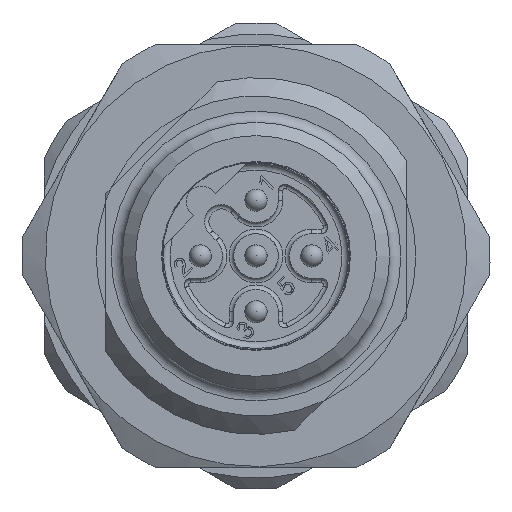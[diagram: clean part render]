
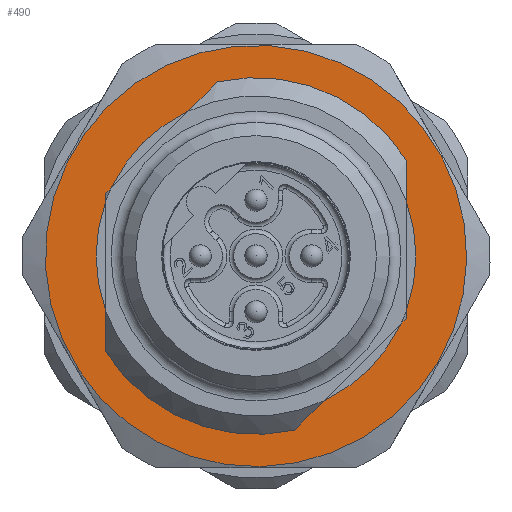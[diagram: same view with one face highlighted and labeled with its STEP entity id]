
A CAD part, front view. The second image highlights one B-rep face of the part: STEP entity #490.
In plain terms, the highlighted planar face has unit normal (0, -1, 0).
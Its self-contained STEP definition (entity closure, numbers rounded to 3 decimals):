
#113=FACE_BOUND('',#1018,.T.);
#114=FACE_BOUND('',#1019,.T.);
#379=PLANE('',#4480);
#490=ADVANCED_FACE('',(#113,#114),#379,.T.);
#1018=EDGE_LOOP('',(#2059));
#1019=EDGE_LOOP('',(#2060,#2061,#2062,#2063,#2064,#2065,#2066,#2067,#2068,
#2069,#2070,#2071,#2072,#2073));
#1310=LINE('',#6113,#1619);
#1312=LINE('',#6116,#1621);
#1318=LINE('',#6132,#1627);
#1319=LINE('',#6133,#1628);
#1325=LINE('',#6149,#1634);
#1327=LINE('',#6152,#1636);
#1332=LINE('',#6166,#1641);
#1333=LINE('',#6167,#1642);
#1619=VECTOR('',#4930,1.);
#1621=VECTOR('',#4932,1.);
#1627=VECTOR('',#4940,1.);
#1628=VECTOR('',#4941,1.);
#1634=VECTOR('',#4949,1.);
#1636=VECTOR('',#4951,1.);
#1641=VECTOR('',#4958,1.);
#1642=VECTOR('',#4959,1.);
#2059=ORIENTED_EDGE('',*,*,#3692,.F.);
#2060=ORIENTED_EDGE('',*,*,#3693,.F.);
#2061=ORIENTED_EDGE('',*,*,#3665,.T.);
#2062=ORIENTED_EDGE('',*,*,#3672,.T.);
#2063=ORIENTED_EDGE('',*,*,#3694,.F.);
#2064=ORIENTED_EDGE('',*,*,#3673,.T.);
#2065=ORIENTED_EDGE('',*,*,#3630,.F.);
#2066=ORIENTED_EDGE('',*,*,#3688,.F.);
#2067=ORIENTED_EDGE('',*,*,#3695,.F.);
#2068=ORIENTED_EDGE('',*,*,#3689,.F.);
#2069=ORIENTED_EDGE('',*,*,#3680,.F.);
#2070=ORIENTED_EDGE('',*,*,#3696,.F.);
#2071=ORIENTED_EDGE('',*,*,#3682,.F.);
#2072=ORIENTED_EDGE('',*,*,#3652,.F.);
#2073=ORIENTED_EDGE('',*,*,#3663,.T.);
#3206=VERTEX_POINT('',#6013);
#3208=VERTEX_POINT('',#6016);
#3223=VERTEX_POINT('',#6082);
#3224=VERTEX_POINT('',#6084);
#3232=VERTEX_POINT('',#6112);
#3233=VERTEX_POINT('',#6115);
#3234=VERTEX_POINT('',#6117);
#3238=VERTEX_POINT('',#6131);
#3239=VERTEX_POINT('',#6134);
#3243=VERTEX_POINT('',#6148);
#3244=VERTEX_POINT('',#6150);
#3245=VERTEX_POINT('',#6153);
#3248=VERTEX_POINT('',#6165);
#3249=VERTEX_POINT('',#6168);
#3251=VERTEX_POINT('',#6174);
#3630=EDGE_CURVE('',#3206,#3208,#4246,.T.);
#3652=EDGE_CURVE('',#3223,#3224,#4254,.T.);
#3663=EDGE_CURVE('',#3223,#3232,#1310,.T.);
#3665=EDGE_CURVE('',#3234,#3233,#1312,.T.);
#3672=EDGE_CURVE('',#3233,#3238,#1318,.T.);
#3673=EDGE_CURVE('',#3239,#3208,#1319,.T.);
#3680=EDGE_CURVE('',#3243,#3244,#1325,.T.);
#3682=EDGE_CURVE('',#3224,#3245,#1327,.T.);
#3688=EDGE_CURVE('',#3248,#3206,#1332,.T.);
#3689=EDGE_CURVE('',#3244,#3249,#1333,.T.);
#3692=EDGE_CURVE('',#3251,#3251,#4261,.T.);
#3693=EDGE_CURVE('',#3234,#3232,#4262,.T.);
#3694=EDGE_CURVE('',#3239,#3238,#4263,.T.);
#3695=EDGE_CURVE('',#3249,#3248,#4264,.T.);
#3696=EDGE_CURVE('',#3245,#3243,#4265,.T.);
#4246=CIRCLE('',#4443,8.);
#4254=CIRCLE('',#4457,8.);
#4261=CIRCLE('',#4475,9.45);
#4262=CIRCLE('',#4476,7.172);
#4263=CIRCLE('',#4477,7.172);
#4264=CIRCLE('',#4478,7.172);
#4265=CIRCLE('',#4479,7.172);
#4443=AXIS2_PLACEMENT_3D('',#6015,#4865,#4866);
#4457=AXIS2_PLACEMENT_3D('',#6083,#4899,#4900);
#4475=AXIS2_PLACEMENT_3D('',#6173,#4964,#4965);
#4476=AXIS2_PLACEMENT_3D('',#6175,#4966,#4967);
#4477=AXIS2_PLACEMENT_3D('',#6176,#4968,#4969);
#4478=AXIS2_PLACEMENT_3D('',#6177,#4970,#4971);
#4479=AXIS2_PLACEMENT_3D('',#6178,#4972,#4973);
#4480=AXIS2_PLACEMENT_3D('',#6179,#4974,#4975);
#4865=DIRECTION('',(0.,-1.,0.));
#4866=DIRECTION('',(0.,0.,1.));
#4899=DIRECTION('',(0.,-1.,0.));
#4900=DIRECTION('',(0.,0.,1.));
#4930=DIRECTION('',(0.,0.,-1.));
#4932=DIRECTION('',(0.,0.,-1.));
#4940=DIRECTION('',(-0.707,0.,-0.707));
#4941=DIRECTION('',(-0.707,0.,-0.707));
#4949=DIRECTION('',(-0.707,0.,-0.707));
#4951=DIRECTION('',(-0.707,0.,-0.707));
#4958=DIRECTION('',(0.,0.,-1.));
#4959=DIRECTION('',(0.,0.,-1.));
#4964=DIRECTION('',(0.,1.,0.));
#4965=DIRECTION('',(0.866,0.,-0.5));
#4966=DIRECTION('',(0.,-1.,0.));
#4967=DIRECTION('',(-0.866,0.,0.5));
#4968=DIRECTION('',(0.,-1.,0.));
#4969=DIRECTION('',(-0.866,0.,0.5));
#4970=DIRECTION('',(0.,-1.,0.));
#4971=DIRECTION('',(-0.866,0.,0.5));
#4972=DIRECTION('',(0.,-1.,0.));
#4973=DIRECTION('',(-0.866,0.,0.5));
#4974=DIRECTION('',(0.,-1.,0.));
#4975=DIRECTION('',(0.866,0.,-0.5));
#6013=CARTESIAN_POINT('',(12.5,-6.25,-4.294));
#6015=CARTESIAN_POINT('',(19.25,-6.25,0.));
#6016=CARTESIAN_POINT('',(20.987,-6.25,-7.809));
#6082=CARTESIAN_POINT('',(26.,-6.25,4.294));
#6083=CARTESIAN_POINT('',(19.25,-6.25,0.));
#6084=CARTESIAN_POINT('',(17.513,-6.25,7.809));
#6112=CARTESIAN_POINT('',(26.,-6.25,2.424));
#6113=CARTESIAN_POINT('',(26.,-6.25,5.744));
#6115=CARTESIAN_POINT('',(26.,-6.25,-2.796));
#6116=CARTESIAN_POINT('',(26.,-6.25,5.744));
#6117=CARTESIAN_POINT('',(26.,-6.25,-2.424));
#6131=CARTESIAN_POINT('',(25.737,-6.25,-3.059));
#6132=CARTESIAN_POINT('',(26.,-6.25,-2.796));
#6133=CARTESIAN_POINT('',(26.,-6.25,-2.796));
#6134=CARTESIAN_POINT('',(22.309,-6.25,-6.487));
#6148=CARTESIAN_POINT('',(12.763,-6.25,3.059));
#6149=CARTESIAN_POINT('',(18.539,-6.25,8.835));
#6150=CARTESIAN_POINT('',(12.5,-6.25,2.796));
#6152=CARTESIAN_POINT('',(18.539,-6.25,8.835));
#6153=CARTESIAN_POINT('',(16.191,-6.25,6.487));
#6165=CARTESIAN_POINT('',(12.5,-6.25,-2.424));
#6166=CARTESIAN_POINT('',(12.5,-6.25,2.796));
#6167=CARTESIAN_POINT('',(12.5,-6.25,2.796));
#6168=CARTESIAN_POINT('',(12.5,-6.25,2.424));
#6173=CARTESIAN_POINT('',(19.25,-6.25,0.));
#6174=CARTESIAN_POINT('',(27.434,-6.25,-4.725));
#6175=CARTESIAN_POINT('',(19.25,-6.25,0.));
#6176=CARTESIAN_POINT('',(19.25,-6.25,0.));
#6177=CARTESIAN_POINT('',(19.25,-6.25,0.));
#6178=CARTESIAN_POINT('',(19.25,-6.25,0.));
#6179=CARTESIAN_POINT('',(19.25,-6.25,0.));
